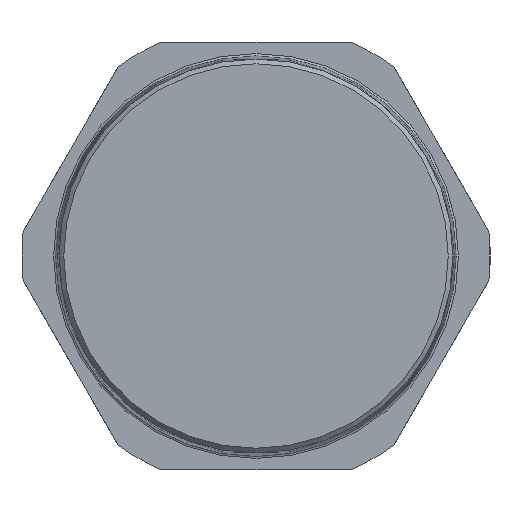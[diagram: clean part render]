
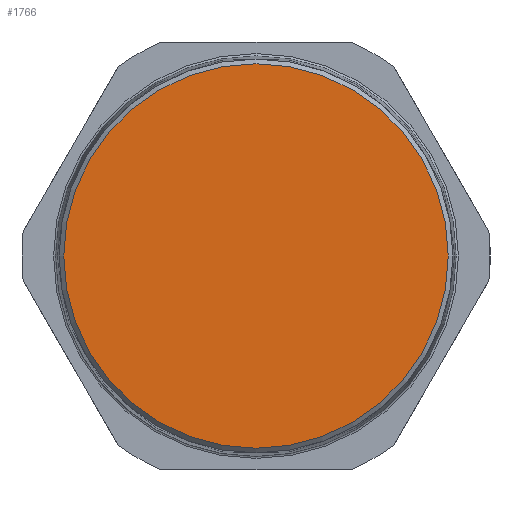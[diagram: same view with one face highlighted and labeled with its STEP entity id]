
A CAD part, left-side view. The second image highlights one B-rep face of the part: STEP entity #1766.
In plain terms, the highlighted planar face has unit normal (-1, 0, 0).
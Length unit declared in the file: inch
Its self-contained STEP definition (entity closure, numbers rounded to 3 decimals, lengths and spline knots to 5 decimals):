
#422=FACE_OUTER_BOUND('',#517,.T.);
#517=EDGE_LOOP('',(#1523));
#656=CIRCLE('',#1994,1.68106);
#831=VERTEX_POINT('',#3857);
#1071=EDGE_CURVE('',#831,#831,#656,.T.);
#1523=ORIENTED_EDGE('',*,*,#1071,.F.);
#1690=PLANE('',#1993);
#1766=ADVANCED_FACE('',(#422),#1690,.T.);
#1993=AXIS2_PLACEMENT_3D('',#3856,#2457,#2458);
#1994=AXIS2_PLACEMENT_3D('',#3858,#2459,#2460);
#2457=DIRECTION('center_axis',(-1.,0.,0.));
#2458=DIRECTION('ref_axis',(0.,0.,
-1.));
#2459=DIRECTION('center_axis',(1.,0.,0.));
#2460=DIRECTION('ref_axis',(0.,1.,0.));
#3856=CARTESIAN_POINT('Origin',(-3.1811,-1.72043,0.));
#3857=CARTESIAN_POINT('',(-3.1811,-1.68106,0.));
#3858=CARTESIAN_POINT('Origin',(-3.1811,0.,
0.));
